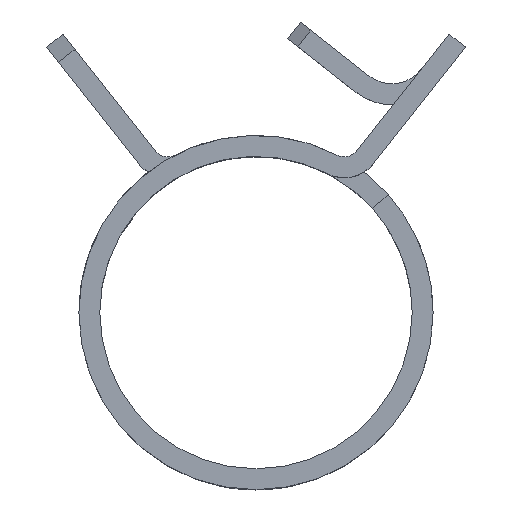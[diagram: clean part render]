
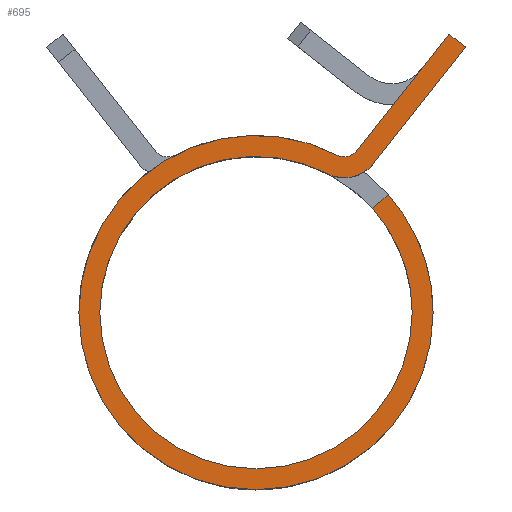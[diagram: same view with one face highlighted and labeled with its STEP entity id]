
A CAD part, top view. The second image highlights one B-rep face of the part: STEP entity #695.
In plain terms, the highlighted planar face has unit normal (0, 0, 1).
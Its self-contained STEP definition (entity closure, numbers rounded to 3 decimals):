
#24 = CIRCLE ( 'NONE', #1007, 1. ) ;
#27 = CARTESIAN_POINT ( 'NONE',  ( 13., 16.492, 6. ) ) ;
#74 = DIRECTION ( 'NONE',  ( 0., 0., 1. ) ) ;
#102 = DIRECTION ( 'NONE',  ( -0.619, -0.785, 0. ) ) ;
#229 = ORIENTED_EDGE ( 'NONE', *, *, #694, .T. ) ;
#266 = CARTESIAN_POINT ( 'NONE',  ( 7.236, 6.459, 6. ) ) ;
#340 = DIRECTION ( 'NONE',  ( 0., 0., -1. ) ) ;
#490 = ORIENTED_EDGE ( 'NONE', *, *, #5698, .T. ) ;
#492 = VERTEX_POINT ( 'NONE', #3616 ) ;
#554 = EDGE_CURVE ( 'NONE', #1144, #1807, #5239, .T. ) ;
#621 = CIRCLE ( 'NONE', #3909, 2.3 ) ;
#623 = LINE ( 'NONE', #3487, #1506 ) ;
#625 = PLANE ( 'NONE',  #4099 ) ;
#651 = AXIS2_PLACEMENT_3D ( 'NONE', #2892, #74, #990 ) ;
#666 = CARTESIAN_POINT ( 'NONE',  ( -9.7, 0., 6. ) ) ;
#694 = EDGE_CURVE ( 'NONE', #5825, #2292, #4206, .T. ) ;
#695 = ADVANCED_FACE ( 'NONE', ( #4434 ), #625, .T. ) ;
#697 = CARTESIAN_POINT ( 'NONE',  ( 0., 0., 6. ) ) ;
#737 = CARTESIAN_POINT ( 'NONE',  ( 7.236, 6.459, 6. ) ) ;
#761 = CARTESIAN_POINT ( 'NONE',  ( 0., 0., 6. ) ) ;
#786 = DIRECTION ( 'NONE',  ( 1., 0., 0. ) ) ;
#853 = ORIENTED_EDGE ( 'NONE', *, *, #5049, .F. ) ;
#990 = DIRECTION ( 'NONE',  ( 1., 0., 0. ) ) ;
#1007 = AXIS2_PLACEMENT_3D ( 'NONE', #4047, #340, #1689 ) ;
#1025 = DIRECTION ( 'NONE',  ( 0., 0., -1. ) ) ;
#1028 = VERTEX_POINT ( 'NONE', #266 ) ;
#1144 = VERTEX_POINT ( 'NONE', #5095 ) ;
#1176 = CIRCLE ( 'NONE', #2877, 11. ) ;
#1224 = DIRECTION ( 'NONE',  ( 0., 0., 1. ) ) ;
#1245 = DIRECTION ( 'NONE',  ( 0., 0., 1. ) ) ;
#1440 = CARTESIAN_POINT ( 'NONE',  ( 0., 0., 6. ) ) ;
#1464 = VERTEX_POINT ( 'NONE', #3714 ) ;
#1506 = VECTOR ( 'NONE', #102, 1000. ) ;
#1689 = DIRECTION ( 'NONE',  ( 1., 0., 0. ) ) ;
#1751 = DIRECTION ( 'NONE',  ( 0., 0., 1. ) ) ;
#1786 = CARTESIAN_POINT ( 'NONE',  ( 6.27, 10.054, 6. ) ) ;
#1796 = VECTOR ( 'NONE', #5640, 1000. ) ;
#1807 = VERTEX_POINT ( 'NONE', #2227 ) ;
#1958 = DIRECTION ( 'NONE',  ( -1., 0., 0. ) ) ;
#2036 = CARTESIAN_POINT ( 'NONE',  ( 11., 0., 6. ) ) ;
#2204 = LINE ( 'NONE', #3140, #4483 ) ;
#2227 = CARTESIAN_POINT ( 'NONE',  ( -11., 0., 6. ) ) ;
#2292 = VERTEX_POINT ( 'NONE', #3180 ) ;
#2516 = DIRECTION ( 'NONE',  ( 1., 0., 0. ) ) ;
#2628 = EDGE_CURVE ( 'NONE', #492, #3066, #2204, .T. ) ;
#2630 = DIRECTION ( 'NONE',  ( 1., 0., 0. ) ) ;
#2680 = VECTOR ( 'NONE', #3569, 1000. ) ;
#2691 = CARTESIAN_POINT ( 'NONE',  ( 9.7, 0., 6. ) ) ;
#2877 = AXIS2_PLACEMENT_3D ( 'NONE', #4546, #1751, #5998 ) ;
#2880 = DIRECTION ( 'NONE',  ( 1., 0., 0. ) ) ;
#2892 = CARTESIAN_POINT ( 'NONE',  ( 0., 0., 6. ) ) ;
#2908 = EDGE_CURVE ( 'NONE', #1807, #5825, #1176, .T. ) ;
#3012 = AXIS2_PLACEMENT_3D ( 'NONE', #3925, #5363, #2516 ) ;
#3020 = EDGE_CURVE ( 'NONE', #492, #4923, #3103, .T. ) ;
#3066 = VERTEX_POINT ( 'NONE', #27 ) ;
#3103 = LINE ( 'NONE', #4043, #2680 ) ;
#3105 = CIRCLE ( 'NONE', #5004, 9.7 ) ;
#3125 = VERTEX_POINT ( 'NONE', #666 ) ;
#3130 = CARTESIAN_POINT ( 'NONE',  ( 0., 0., 6. ) ) ;
#3140 = CARTESIAN_POINT ( 'NONE',  ( 11.979, 17.297, 6. ) ) ;
#3180 = CARTESIAN_POINT ( 'NONE',  ( 8.206, 7.325, 6. ) ) ;
#3326 = EDGE_CURVE ( 'NONE', #4899, #1028, #3683, .T. ) ;
#3354 = DIRECTION ( 'NONE',  ( 0., 0., 1. ) ) ;
#3487 = CARTESIAN_POINT ( 'NONE',  ( 13., 16.492, 6. ) ) ;
#3569 = DIRECTION ( 'NONE',  ( -0.619, -0.785, 0. ) ) ;
#3572 = LINE ( 'NONE', #737, #1796 ) ;
#3606 = CIRCLE ( 'NONE', #3012, 9.7 ) ;
#3616 = CARTESIAN_POINT ( 'NONE',  ( 11.979, 17.297, 6. ) ) ;
#3683 = CIRCLE ( 'NONE', #5479, 9.7 ) ;
#3714 = CARTESIAN_POINT ( 'NONE',  ( 7.291, 9.25, 6. ) ) ;
#3795 = ORIENTED_EDGE ( 'NONE', *, *, #554, .T. ) ;
#3811 = CARTESIAN_POINT ( 'NONE',  ( 4.433, 8.628, 6. ) ) ;
#3909 = AXIS2_PLACEMENT_3D ( 'NONE', #3935, #1025, #1958 ) ;
#3925 = CARTESIAN_POINT ( 'NONE',  ( 0., 0., 6. ) ) ;
#3935 = CARTESIAN_POINT ( 'NONE',  ( 5.485, 10.673, 6. ) ) ;
#4043 = CARTESIAN_POINT ( 'NONE',  ( 11.979, 17.297, 6. ) ) ;
#4047 = CARTESIAN_POINT ( 'NONE',  ( 5.485, 10.673, 6. ) ) ;
#4056 = ORIENTED_EDGE ( 'NONE', *, *, #2908, .T. ) ;
#4099 = AXIS2_PLACEMENT_3D ( 'NONE', #3130, #5831, #2630 ) ;
#4206 = CIRCLE ( 'NONE', #4997, 11. ) ;
#4249 = ORIENTED_EDGE ( 'NONE', *, *, #5574, .F. ) ;
#4254 = EDGE_CURVE ( 'NONE', #1464, #5246, #621, .T. ) ;
#4358 = EDGE_LOOP ( 'NONE', ( #3795, #4056, #229, #5808, #4848, #853, #4800, #4763, #4249, #4983, #5216, #490 ) ) ;
#4434 = FACE_OUTER_BOUND ( 'NONE', #4358, .T. ) ;
#4483 = VECTOR ( 'NONE', #6034, 1000. ) ;
#4546 = CARTESIAN_POINT ( 'NONE',  ( 0., 0., 6. ) ) ;
#4763 = ORIENTED_EDGE ( 'NONE', *, *, #4254, .F. ) ;
#4800 = ORIENTED_EDGE ( 'NONE', *, *, #4941, .F. ) ;
#4848 = ORIENTED_EDGE ( 'NONE', *, *, #3326, .F. ) ;
#4899 = VERTEX_POINT ( 'NONE', #2691 ) ;
#4923 = VERTEX_POINT ( 'NONE', #1786 ) ;
#4941 = EDGE_CURVE ( 'NONE', #5246, #3125, #3606, .T. ) ;
#4983 = ORIENTED_EDGE ( 'NONE', *, *, #2628, .F. ) ;
#4997 = AXIS2_PLACEMENT_3D ( 'NONE', #761, #1224, #5935 ) ;
#5004 = AXIS2_PLACEMENT_3D ( 'NONE', #1440, #3354, #2880 ) ;
#5049 = EDGE_CURVE ( 'NONE', #3125, #4899, #3105, .T. ) ;
#5095 = CARTESIAN_POINT ( 'NONE',  ( 5.027, 9.784, 6. ) ) ;
#5216 = ORIENTED_EDGE ( 'NONE', *, *, #3020, .T. ) ;
#5239 = CIRCLE ( 'NONE', #651, 11. ) ;
#5246 = VERTEX_POINT ( 'NONE', #3811 ) ;
#5363 = DIRECTION ( 'NONE',  ( 0., 0., 1. ) ) ;
#5479 = AXIS2_PLACEMENT_3D ( 'NONE', #697, #1245, #786 ) ;
#5574 = EDGE_CURVE ( 'NONE', #3066, #1464, #623, .T. ) ;
#5640 = DIRECTION ( 'NONE',  ( 0.746, 0.666, 0. ) ) ;
#5698 = EDGE_CURVE ( 'NONE', #4923, #1144, #24, .T. ) ;
#5737 = EDGE_CURVE ( 'NONE', #1028, #2292, #3572, .T. ) ;
#5808 = ORIENTED_EDGE ( 'NONE', *, *, #5737, .F. ) ;
#5825 = VERTEX_POINT ( 'NONE', #2036 ) ;
#5831 = DIRECTION ( 'NONE',  ( 0., 0., 1. ) ) ;
#5935 = DIRECTION ( 'NONE',  ( 1., 0., 0. ) ) ;
#5998 = DIRECTION ( 'NONE',  ( 1., 0., 0. ) ) ;
#6034 = DIRECTION ( 'NONE',  ( 0.785, -0.619, 0. ) ) ;
